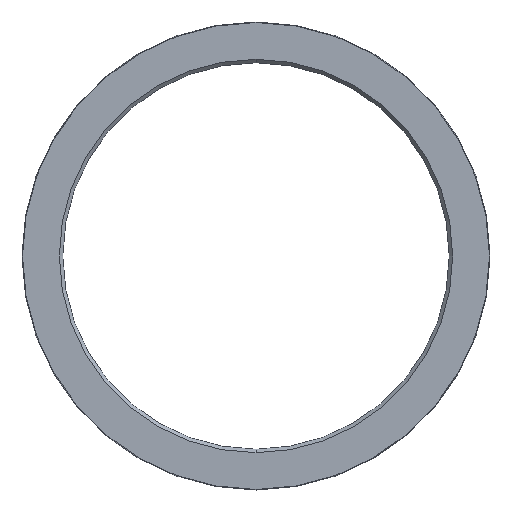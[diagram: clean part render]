
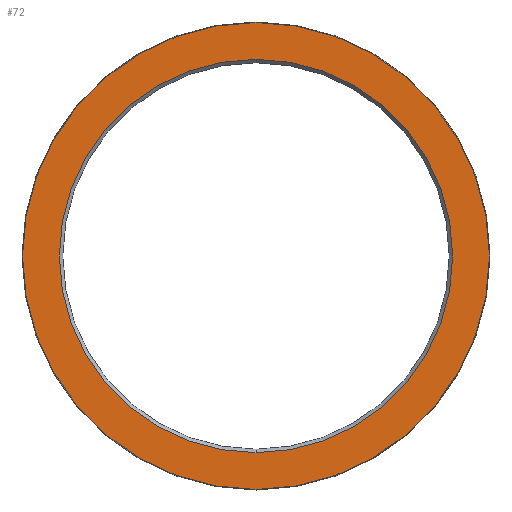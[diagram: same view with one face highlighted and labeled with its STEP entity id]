
A CAD part, front view. The second image highlights one B-rep face of the part: STEP entity #72.
In plain terms, the highlighted planar face has unit normal (0, -1, 0).
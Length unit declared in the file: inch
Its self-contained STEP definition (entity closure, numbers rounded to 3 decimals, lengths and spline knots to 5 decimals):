
#15 = EDGE_CURVE ( 'NONE', #228, #103, #179, .T. ) ;
#23 = DIRECTION ( 'NONE',  ( 0., 0., -1. ) ) ;
#25 = CARTESIAN_POINT ( 'NONE',  ( 0., 0., 0. ) ) ;
#27 = PLANE ( 'NONE',  #319 ) ;
#34 = CARTESIAN_POINT ( 'NONE',  ( 0., 0., 0.68031 ) ) ;
#46 = ORIENTED_EDGE ( 'NONE', *, *, #151, .T. ) ;
#50 = CIRCLE ( 'NONE', #284, 0.68031 ) ;
#53 = DIRECTION ( 'NONE',  ( 0., 1., 0. ) ) ;
#64 = DIRECTION ( 'NONE',  ( 0., -1., 0. ) ) ;
#70 = VERTEX_POINT ( 'NONE', #91 ) ;
#72 = ADVANCED_FACE ( 'NONE', ( #212, #337 ), #27, .T. ) ;
#84 = DIRECTION ( 'NONE',  ( 0., 0., -1. ) ) ;
#85 = EDGE_CURVE ( 'NONE', #361, #70, #124, .T. ) ;
#91 = CARTESIAN_POINT ( 'NONE',  ( 0., 0., -0.68031 ) ) ;
#92 = CARTESIAN_POINT ( 'NONE',  ( 0., 0., 0. ) ) ;
#100 = DIRECTION ( 'NONE',  ( 0., 0., -1. ) ) ;
#103 = VERTEX_POINT ( 'NONE', #311 ) ;
#107 = EDGE_LOOP ( 'NONE', ( #138, #46 ) ) ;
#124 = CIRCLE ( 'NONE', #326, 0.68031 ) ;
#138 = ORIENTED_EDGE ( 'NONE', *, *, #15, .T. ) ;
#148 = CIRCLE ( 'NONE', #152, 0.573 ) ;
#151 = EDGE_CURVE ( 'NONE', #103, #228, #148, .T. ) ;
#152 = AXIS2_PLACEMENT_3D ( 'NONE', #379, #53, #84 ) ;
#179 = CIRCLE ( 'NONE', #232, 0.573 ) ;
#182 = CARTESIAN_POINT ( 'NONE',  ( 0., 0., 0. ) ) ;
#189 = CARTESIAN_POINT ( 'NONE',  ( 0., 0., -0.573 ) ) ;
#203 = EDGE_LOOP ( 'NONE', ( #324, #268 ) ) ;
#212 = FACE_BOUND ( 'NONE', #107, .T. ) ;
#228 = VERTEX_POINT ( 'NONE', #189 ) ;
#232 = AXIS2_PLACEMENT_3D ( 'NONE', #182, #306, #271 ) ;
#251 = DIRECTION ( 'NONE',  ( 0., -1., 0. ) ) ;
#268 = ORIENTED_EDGE ( 'NONE', *, *, #356, .T. ) ;
#271 = DIRECTION ( 'NONE',  ( 0., 0., -1. ) ) ;
#284 = AXIS2_PLACEMENT_3D ( 'NONE', #92, #64, #100 ) ;
#306 = DIRECTION ( 'NONE',  ( 0., 1., 0. ) ) ;
#309 = CARTESIAN_POINT ( 'NONE',  ( 0.563, 0., 0. ) ) ;
#311 = CARTESIAN_POINT ( 'NONE',  ( 0., 0., 0.573 ) ) ;
#319 = AXIS2_PLACEMENT_3D ( 'NONE', #309, #251, #342 ) ;
#324 = ORIENTED_EDGE ( 'NONE', *, *, #85, .T. ) ;
#326 = AXIS2_PLACEMENT_3D ( 'NONE', #25, #369, #23 ) ;
#337 = FACE_OUTER_BOUND ( 'NONE', #203, .T. ) ;
#342 = DIRECTION ( 'NONE',  ( 0., 0., -1. ) ) ;
#356 = EDGE_CURVE ( 'NONE', #70, #361, #50, .T. ) ;
#361 = VERTEX_POINT ( 'NONE', #34 ) ;
#369 = DIRECTION ( 'NONE',  ( 0., -1., 0. ) ) ;
#379 = CARTESIAN_POINT ( 'NONE',  ( 0., 0., 0. ) ) ;
